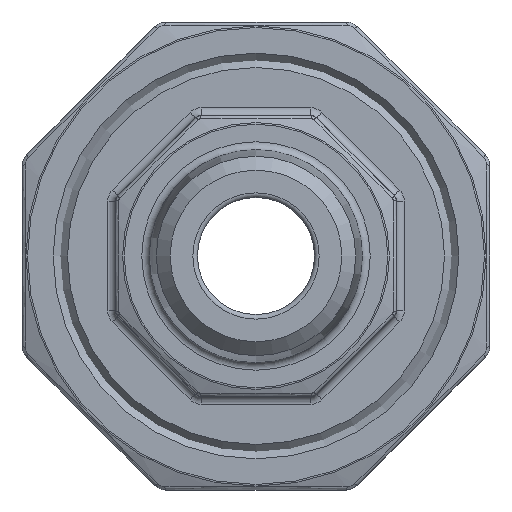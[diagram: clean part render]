
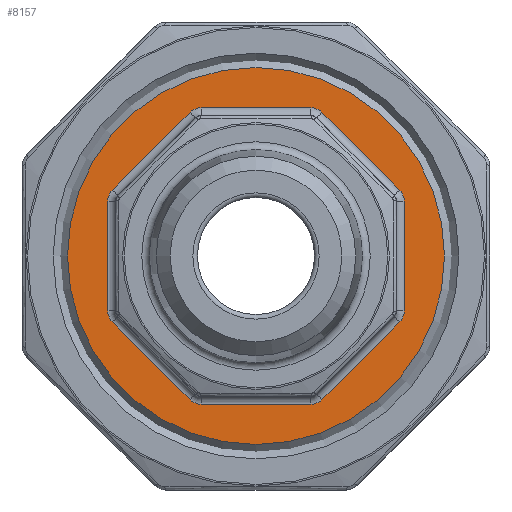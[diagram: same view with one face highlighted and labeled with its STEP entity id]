
A CAD part, left-side view. The second image highlights one B-rep face of the part: STEP entity #8157.
In plain terms, the highlighted planar face has unit normal (-1, 0, 0).
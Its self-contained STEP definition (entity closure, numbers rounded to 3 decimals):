
#180 = VERTEX_POINT ( 'NONE', #296 ) ;
#245 = CARTESIAN_POINT ( 'NONE',  ( -8., -0.678, -12.758 ) ) ;
#278 = CIRCLE ( 'NONE', #17400, 1. ) ;
#296 = CARTESIAN_POINT ( 'NONE',  ( -8., -9.5, -3.521 ) ) ;
#477 = DIRECTION ( 'NONE',  ( 0., 0., 1. ) ) ;
#512 = AXIS2_PLACEMENT_3D ( 'NONE', #15565, #13918, #4318 ) ;
#563 = EDGE_CURVE ( 'NONE', #3034, #17193, #6974, .T. ) ;
#768 = EDGE_LOOP ( 'NONE', ( #5010, #11095, #11247, #6079, #11865, #11007, #3896, #7793, #8455, #9943, #17359, #820, #14183, #7465, #6721, #2382 ) ) ;
#820 = ORIENTED_EDGE ( 'NONE', *, *, #15787, .T. ) ;
#956 = VECTOR ( 'NONE', #1430, 1000. ) ;
#972 = CARTESIAN_POINT ( 'NONE',  ( -8., 12.758, -0.678 ) ) ;
#1391 = EDGE_CURVE ( 'NONE', #9899, #5585, #15695, .T. ) ;
#1430 = DIRECTION ( 'NONE',  ( 0., -0.707, 0.707 ) ) ;
#1474 = DIRECTION ( 'NONE',  ( 0., 0., -1. ) ) ;
#1563 = DIRECTION ( 'NONE',  ( 0., 0., 1. ) ) ;
#1831 = CARTESIAN_POINT ( 'NONE',  ( -8., 4.228, -9.207 ) ) ;
#1858 = VERTEX_POINT ( 'NONE', #11764 ) ;
#1860 = DIRECTION ( 'NONE',  ( 0., 0., 1. ) ) ;
#2135 = DIRECTION ( 'NONE',  ( 0., -1., 0. ) ) ;
#2150 = VECTOR ( 'NONE', #2135, 1000. ) ;
#2382 = ORIENTED_EDGE ( 'NONE', *, *, #18005, .T. ) ;
#2925 = LINE ( 'NONE', #17060, #956 ) ;
#3034 = VERTEX_POINT ( 'NONE', #17991 ) ;
#3172 = CIRCLE ( 'NONE', #512, 1. ) ;
#3234 = EDGE_CURVE ( 'NONE', #11377, #11377, #12197, .T. ) ;
#3339 = CIRCLE ( 'NONE', #17510, 1. ) ;
#3366 = CIRCLE ( 'NONE', #11074, 1. ) ;
#3892 = CARTESIAN_POINT ( 'NONE',  ( -8., 8.5, 3.521 ) ) ;
#3896 = ORIENTED_EDGE ( 'NONE', *, *, #1391, .T. ) ;
#3994 = DIRECTION ( 'NONE',  ( 0., 0., 1. ) ) ;
#4125 = CARTESIAN_POINT ( 'NONE',  ( -8., 9.207, 4.228 ) ) ;
#4213 = CARTESIAN_POINT ( 'NONE',  ( -8., -9.207, 4.228 ) ) ;
#4318 = DIRECTION ( 'NONE',  ( 0., 0., 1. ) ) ;
#4547 = DIRECTION ( 'NONE',  ( 0., -0.707, -0.707 ) ) ;
#4576 = CARTESIAN_POINT ( 'NONE',  ( -8., -4.228, 9.207 ) ) ;
#4681 = ORIENTED_EDGE ( 'NONE', *, *, #3234, .F. ) ;
#4703 = EDGE_CURVE ( 'NONE', #5585, #6624, #16377, .T. ) ;
#4774 = VECTOR ( 'NONE', #11624, 1000. ) ;
#4963 = EDGE_CURVE ( 'NONE', #1858, #10086, #9454, .T. ) ;
#5010 = ORIENTED_EDGE ( 'NONE', *, *, #563, .T. ) ;
#5011 = DIRECTION ( 'NONE',  ( 0., 0., 1. ) ) ;
#5171 = DIRECTION ( 'NONE',  ( 0., 0., 1. ) ) ;
#5258 = CARTESIAN_POINT ( 'NONE',  ( -8., 12.08, 9.5 ) ) ;
#5585 = VERTEX_POINT ( 'NONE', #4213 ) ;
#5614 = VERTEX_POINT ( 'NONE', #4125 ) ;
#5732 = EDGE_CURVE ( 'NONE', #7952, #12255, #14732, .T. ) ;
#5948 = CARTESIAN_POINT ( 'NONE',  ( -8., -0.678, 12.758 ) ) ;
#6031 = FACE_OUTER_BOUND ( 'NONE', #15091, .T. ) ;
#6079 = ORIENTED_EDGE ( 'NONE', *, *, #10678, .T. ) ;
#6290 = CARTESIAN_POINT ( 'NONE',  ( -8., 0., 0. ) ) ;
#6440 = CARTESIAN_POINT ( 'NONE',  ( -8., 12.08, -9.5 ) ) ;
#6624 = VERTEX_POINT ( 'NONE', #16081 ) ;
#6721 = ORIENTED_EDGE ( 'NONE', *, *, #12897, .T. ) ;
#6909 = LINE ( 'NONE', #11304, #7932 ) ;
#6974 = LINE ( 'NONE', #10172, #16378 ) ;
#6980 = VERTEX_POINT ( 'NONE', #10534 ) ;
#7053 = CIRCLE ( 'NONE', #12911, 1. ) ;
#7108 = VECTOR ( 'NONE', #9344, 1000. ) ;
#7444 = VERTEX_POINT ( 'NONE', #1831 ) ;
#7465 = ORIENTED_EDGE ( 'NONE', *, *, #14516, .T. ) ;
#7793 = ORIENTED_EDGE ( 'NONE', *, *, #4703, .T. ) ;
#7932 = VECTOR ( 'NONE', #1474, 1000. ) ;
#7952 = VERTEX_POINT ( 'NONE', #9342 ) ;
#8076 = VERTEX_POINT ( 'NONE', #17165 ) ;
#8157 = ADVANCED_FACE ( 'NONE', ( #15780, #6031 ), #11627, .T. ) ;
#8222 = DIRECTION ( 'NONE',  ( -1., 0., 0. ) ) ;
#8449 = AXIS2_PLACEMENT_3D ( 'NONE', #8738, #11669, #1563 ) ;
#8455 = ORIENTED_EDGE ( 'NONE', *, *, #17952, .T. ) ;
#8656 = EDGE_CURVE ( 'NONE', #5614, #6980, #2925, .T. ) ;
#8690 = LINE ( 'NONE', #245, #4774 ) ;
#8704 = CARTESIAN_POINT ( 'NONE',  ( -8., 9.207, -4.228 ) ) ;
#8738 = CARTESIAN_POINT ( 'NONE',  ( -8., -8.5, 3.521 ) ) ;
#8949 = EDGE_CURVE ( 'NONE', #180, #8076, #3339, .T. ) ;
#9342 = CARTESIAN_POINT ( 'NONE',  ( -8., 3.521, 9.5 ) ) ;
#9344 = DIRECTION ( 'NONE',  ( 0., 0.707, 0.707 ) ) ;
#9440 = VERTEX_POINT ( 'NONE', #8704 ) ;
#9454 = LINE ( 'NONE', #6440, #10472 ) ;
#9693 = AXIS2_PLACEMENT_3D ( 'NONE', #3892, #15146, #3994 ) ;
#9899 = VERTEX_POINT ( 'NONE', #4576 ) ;
#9943 = ORIENTED_EDGE ( 'NONE', *, *, #8949, .T. ) ;
#10002 = AXIS2_PLACEMENT_3D ( 'NONE', #15717, #15815, #10114 ) ;
#10086 = VERTEX_POINT ( 'NONE', #17337 ) ;
#10114 = DIRECTION ( 'NONE',  ( 0., 0., 1. ) ) ;
#10128 = DIRECTION ( 'NONE',  ( 1., 0., 0. ) ) ;
#10172 = CARTESIAN_POINT ( 'NONE',  ( -8., 9.5, 0. ) ) ;
#10472 = VECTOR ( 'NONE', #12837, 1000. ) ;
#10534 = CARTESIAN_POINT ( 'NONE',  ( -8., 4.228, 9.207 ) ) ;
#10678 = EDGE_CURVE ( 'NONE', #6980, #7952, #3366, .T. ) ;
#10702 = AXIS2_PLACEMENT_3D ( 'NONE', #10980, #8222, #5171 ) ;
#10814 = LINE ( 'NONE', #972, #7108 ) ;
#10869 = CIRCLE ( 'NONE', #10002, 1. ) ;
#10926 = CARTESIAN_POINT ( 'NONE',  ( -8., 3.521, 8.5 ) ) ;
#10980 = CARTESIAN_POINT ( 'NONE',  ( -8., 12.08, 0. ) ) ;
#11007 = ORIENTED_EDGE ( 'NONE', *, *, #16956, .T. ) ;
#11074 = AXIS2_PLACEMENT_3D ( 'NONE', #10926, #16745, #14955 ) ;
#11095 = ORIENTED_EDGE ( 'NONE', *, *, #11730, .T. ) ;
#11247 = ORIENTED_EDGE ( 'NONE', *, *, #8656, .T. ) ;
#11304 = CARTESIAN_POINT ( 'NONE',  ( -8., -9.5, 0. ) ) ;
#11377 = VERTEX_POINT ( 'NONE', #13117 ) ;
#11554 = VECTOR ( 'NONE', #4547, 1000. ) ;
#11624 = DIRECTION ( 'NONE',  ( 0., 0.707, -0.707 ) ) ;
#11627 = PLANE ( 'NONE',  #10702 ) ;
#11669 = DIRECTION ( 'NONE',  ( 1., 0., 0. ) ) ;
#11679 = CARTESIAN_POINT ( 'NONE',  ( -8., -8.5, -3.521 ) ) ;
#11730 = EDGE_CURVE ( 'NONE', #17193, #5614, #17625, .T. ) ;
#11764 = CARTESIAN_POINT ( 'NONE',  ( -8., -3.521, -9.5 ) ) ;
#11802 = DIRECTION ( 'NONE',  ( 0., 0., -1. ) ) ;
#11865 = ORIENTED_EDGE ( 'NONE', *, *, #5732, .T. ) ;
#12003 = CARTESIAN_POINT ( 'NONE',  ( -8., -3.521, -8.5 ) ) ;
#12197 = CIRCLE ( 'NONE', #13373, 12.08 ) ;
#12255 = VERTEX_POINT ( 'NONE', #13201 ) ;
#12837 = DIRECTION ( 'NONE',  ( 0., 1., 0. ) ) ;
#12897 = EDGE_CURVE ( 'NONE', #7444, #9440, #10814, .T. ) ;
#12911 = AXIS2_PLACEMENT_3D ( 'NONE', #12003, #17632, #5011 ) ;
#13117 = CARTESIAN_POINT ( 'NONE',  ( -8., 0., -12.08 ) ) ;
#13201 = CARTESIAN_POINT ( 'NONE',  ( -8., -3.521, 9.5 ) ) ;
#13373 = AXIS2_PLACEMENT_3D ( 'NONE', #6290, #14301, #11802 ) ;
#13918 = DIRECTION ( 'NONE',  ( 1., 0., 0. ) ) ;
#14037 = DIRECTION ( 'NONE',  ( 0., 0., 1. ) ) ;
#14183 = ORIENTED_EDGE ( 'NONE', *, *, #4963, .T. ) ;
#14301 = DIRECTION ( 'NONE',  ( 1., 0., 0. ) ) ;
#14516 = EDGE_CURVE ( 'NONE', #10086, #7444, #278, .T. ) ;
#14732 = LINE ( 'NONE', #5258, #2150 ) ;
#14955 = DIRECTION ( 'NONE',  ( 0., 0., 1. ) ) ;
#15091 = EDGE_LOOP ( 'NONE', ( #4681 ) ) ;
#15146 = DIRECTION ( 'NONE',  ( 1., 0., 0. ) ) ;
#15232 = EDGE_CURVE ( 'NONE', #8076, #17279, #8690, .T. ) ;
#15565 = CARTESIAN_POINT ( 'NONE',  ( -8., -3.521, 8.5 ) ) ;
#15659 = CARTESIAN_POINT ( 'NONE',  ( -8., 3.521, -8.5 ) ) ;
#15695 = LINE ( 'NONE', #5948, #11554 ) ;
#15717 = CARTESIAN_POINT ( 'NONE',  ( -8., 8.5, -3.521 ) ) ;
#15780 = FACE_BOUND ( 'NONE', #768, .T. ) ;
#15787 = EDGE_CURVE ( 'NONE', #17279, #1858, #7053, .T. ) ;
#15815 = DIRECTION ( 'NONE',  ( 1., 0., 0. ) ) ;
#16014 = DIRECTION ( 'NONE',  ( 1., 0., 0. ) ) ;
#16081 = CARTESIAN_POINT ( 'NONE',  ( -8., -9.5, 3.521 ) ) ;
#16377 = CIRCLE ( 'NONE', #8449, 1. ) ;
#16378 = VECTOR ( 'NONE', #14037, 1000. ) ;
#16745 = DIRECTION ( 'NONE',  ( 1., 0., 0. ) ) ;
#16956 = EDGE_CURVE ( 'NONE', #12255, #9899, #3172, .T. ) ;
#17060 = CARTESIAN_POINT ( 'NONE',  ( -8., 12.758, 0.678 ) ) ;
#17127 = CARTESIAN_POINT ( 'NONE',  ( -8., 9.5, 3.521 ) ) ;
#17165 = CARTESIAN_POINT ( 'NONE',  ( -8., -9.207, -4.228 ) ) ;
#17193 = VERTEX_POINT ( 'NONE', #17127 ) ;
#17279 = VERTEX_POINT ( 'NONE', #17746 ) ;
#17337 = CARTESIAN_POINT ( 'NONE',  ( -8., 3.521, -9.5 ) ) ;
#17359 = ORIENTED_EDGE ( 'NONE', *, *, #15232, .T. ) ;
#17400 = AXIS2_PLACEMENT_3D ( 'NONE', #15659, #16014, #1860 ) ;
#17510 = AXIS2_PLACEMENT_3D ( 'NONE', #11679, #10128, #477 ) ;
#17625 = CIRCLE ( 'NONE', #9693, 1. ) ;
#17632 = DIRECTION ( 'NONE',  ( 1., 0., 0. ) ) ;
#17746 = CARTESIAN_POINT ( 'NONE',  ( -8., -4.228, -9.207 ) ) ;
#17952 = EDGE_CURVE ( 'NONE', #6624, #180, #6909, .T. ) ;
#17991 = CARTESIAN_POINT ( 'NONE',  ( -8., 9.5, -3.521 ) ) ;
#18005 = EDGE_CURVE ( 'NONE', #9440, #3034, #10869, .T. ) ;
